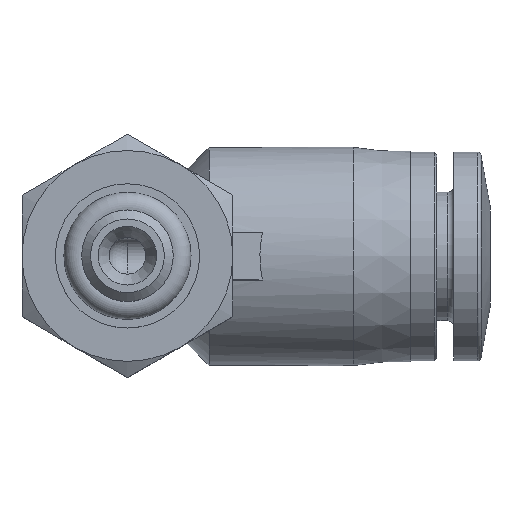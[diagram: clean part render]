
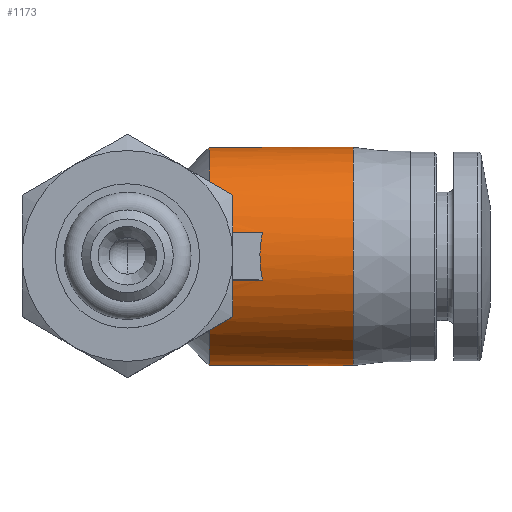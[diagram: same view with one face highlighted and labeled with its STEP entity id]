
A CAD part, top view. The second image highlights one B-rep face of the part: STEP entity #1173.
In plain terms, the highlighted cylindrical face has radius 5.75 mm (diameter 11.5 mm), a full revolution.
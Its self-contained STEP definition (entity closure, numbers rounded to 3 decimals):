
#47=LINE('',#1615,#59);
#48=LINE('',#1617,#60);
#59=VECTOR('',#1344,1000.);
#60=VECTOR('',#1347,1000.);
#74=B_SPLINE_CURVE_WITH_KNOTS('',3,(#1597,#1598,#1599,#1600),
 .UNSPECIFIED.,.F.,.F.,(4,4),(0.004,0.006),
 .UNSPECIFIED.);
#75=B_SPLINE_CURVE_WITH_KNOTS('',3,(#1608,#1609,#1610,#1611),
 .UNSPECIFIED.,.F.,.F.,(4,4),(0.,0.001),.UNSPECIFIED.);
#124=ELLIPSE('',#1264,8.132,5.75);
#273=ORIENTED_EDGE('',*,*,#398,.F.);
#274=ORIENTED_EDGE('',*,*,#396,.T.);
#275=ORIENTED_EDGE('',*,*,#338,.T.);
#276=ORIENTED_EDGE('',*,*,#340,.F.);
#277=ORIENTED_EDGE('',*,*,#394,.T.);
#278=ORIENTED_EDGE('',*,*,#341,.T.);
#279=ORIENTED_EDGE('',*,*,#334,.T.);
#334=EDGE_CURVE('',#430,#429,#74,.T.);
#338=EDGE_CURVE('',#428,#433,#75,.T.);
#340=EDGE_CURVE('',#434,#433,#47,.F.);
#341=EDGE_CURVE('',#435,#430,#48,.F.);
#394=EDGE_CURVE('',#434,#435,#124,.F.);
#396=EDGE_CURVE('',#429,#428,#514,.T.);
#398=EDGE_CURVE('',#469,#469,#516,.T.);
#428=VERTEX_POINT('',#1591);
#429=VERTEX_POINT('',#1596);
#430=VERTEX_POINT('',#1601);
#433=VERTEX_POINT('',#1607);
#434=VERTEX_POINT('',#1614);
#435=VERTEX_POINT('',#1618);
#469=VERTEX_POINT('',#1814);
#514=CIRCLE('',#1267,5.75);
#516=CIRCLE('',#1272,5.75);
#584=EDGE_LOOP('',(#273));
#585=EDGE_LOOP('',(#274,#275,#276,#277,#278,#279));
#673=FACE_BOUND('',#584,.T.);
#674=FACE_BOUND('',#585,.T.);
#719=CYLINDRICAL_SURFACE('',#1271,5.75);
#1173=ADVANCED_FACE('',(#673,#674),#719,.T.);
#1264=AXIS2_PLACEMENT_3D('',#1805,#1455,#1456);
#1267=AXIS2_PLACEMENT_3D('',#1808,#1461,#1462);
#1271=AXIS2_PLACEMENT_3D('',#1812,#1469,#1470);
#1272=AXIS2_PLACEMENT_3D('',#1813,#1471,#1472);
#1344=DIRECTION('',(1.,0.,0.));
#1347=DIRECTION('',(1.,0.,0.));
#1455=DIRECTION('',(-0.707,0.,-0.707));
#1456=DIRECTION('',(0.707,0.,-0.707));
#1461=DIRECTION('',(1.,0.,0.));
#1462=DIRECTION('',(0.,0.,-1.));
#1469=DIRECTION('',(1.,0.,0.));
#1470=DIRECTION('',(0.,0.,-1.));
#1471=DIRECTION('',(1.,0.,0.));
#1472=DIRECTION('',(0.,0.,-1.));
#1591=CARTESIAN_POINT('',(4.3,2.551,5.153));
#1596=CARTESIAN_POINT('',(4.3,-2.551,5.153));
#1597=CARTESIAN_POINT('',(4.841,-1.25,5.612));
#1598=CARTESIAN_POINT('',(4.72,-1.721,5.508));
#1599=CARTESIAN_POINT('',(4.535,-2.156,5.349));
#1600=CARTESIAN_POINT('',(4.3,-2.551,5.153));
#1601=CARTESIAN_POINT('',(4.841,-1.25,5.612));
#1607=CARTESIAN_POINT('',(4.841,1.25,5.612));
#1608=CARTESIAN_POINT('',(4.3,2.551,5.153));
#1609=CARTESIAN_POINT('',(4.535,2.156,5.349));
#1610=CARTESIAN_POINT('',(4.719,1.723,5.507));
#1611=CARTESIAN_POINT('',(4.841,1.25,5.612));
#1614=CARTESIAN_POINT('',(7.115,1.25,5.612));
#1615=CARTESIAN_POINT('',(19.1,1.25,5.612));
#1617=CARTESIAN_POINT('',(19.1,-1.25,5.612));
#1618=CARTESIAN_POINT('',(7.115,-1.25,5.612));
#1805=CARTESIAN_POINT('',(12.728,0.,0.));
#1808=CARTESIAN_POINT('',(4.3,0.,0.));
#1812=CARTESIAN_POINT('',(19.1,0.,0.));
#1813=CARTESIAN_POINT('',(11.9,0.,0.));
#1814=CARTESIAN_POINT('',(11.9,0.,-5.75));
